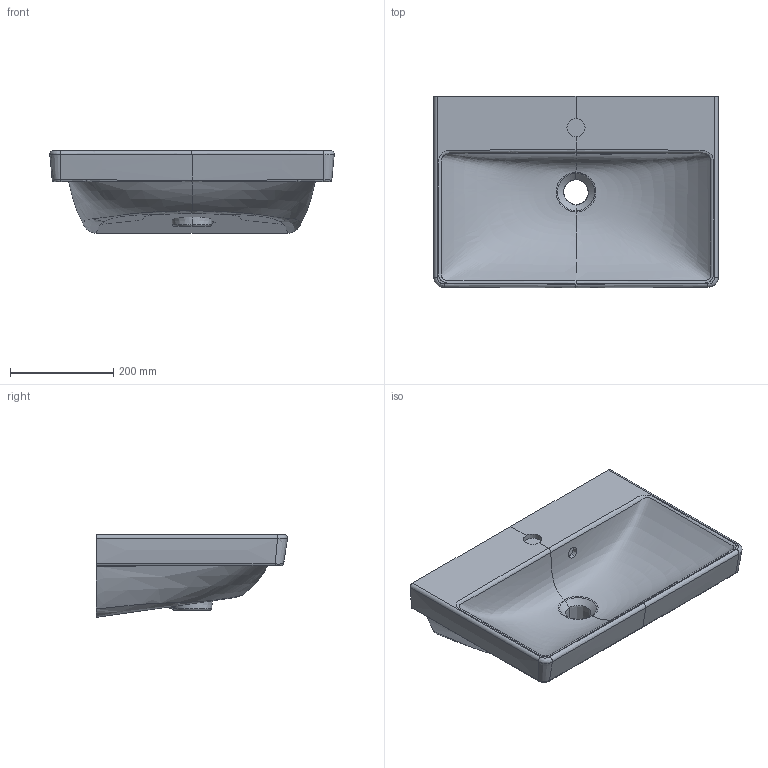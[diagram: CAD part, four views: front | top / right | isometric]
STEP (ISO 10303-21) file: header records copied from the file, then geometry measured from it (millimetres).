
FILE_DESCRIPTION(/* description */ (''),/* implementation_level */ '2;1');
FILE_NAME(/* name */ '4A0055_Avento_VWB_55_Compact.stp',/* time_stamp */ '2018-11-26T07:33:22+01:00',/* author */ (''),/* organization */ (''),/* preprocessor_version */ 'ST-DEVELOPER v16',/* originating_system */ 'SIEMENS PLM Software NX 10.0',/* authorisation */ '');
FILE_SCHEMA (('AUTOMOTIVE_DESIGN { 1 0 10303 214 3 1 1 1 }'));
Length unit declared in the file: millimetre
Products named in the file (1): Sier2254175Asdfw
Bounding box: 550 x 369.99 x 159.89 mm (x, y, z)
Volume: 14330310.4 mm3; surface area: 643216.1 mm2
Topology: 1 solids, 1 shells, 85 faces, 210 edges, 127 vertices
Faces by surface type: bspline 58, plane 14, extrusion 6, cylinder 5, cone 2
Full cylindrical faces by diameter (mm): 35 x1
Entity records: 16243 total; most frequent: CARTESIAN_POINT 14710, ORIENTED_EDGE 418, EDGE_CURVE 209, DIRECTION 148, VERTEX_POINT 127, B_SPLINE_CURVE_WITH_KNOTS 126, EDGE_LOOP 88, ADVANCED_FACE 85
